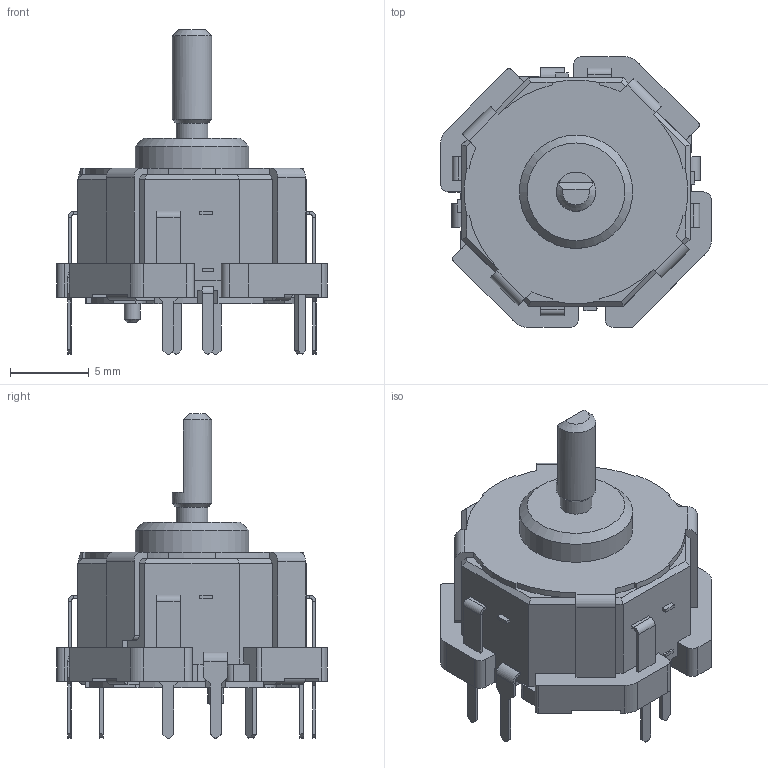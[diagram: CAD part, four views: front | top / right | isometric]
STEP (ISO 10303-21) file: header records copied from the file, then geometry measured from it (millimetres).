
FILE_DESCRIPTION(/* description */ (''),/* implementation_level */ '2;1');
FILE_NAME(/* name */ 'RKJXT1F.step',/* time_stamp */ '2021-05-19T14:12:57+02:00',/* author */ (''),/* organization */ (''),/* preprocessor_version */ 'ST-DEVELOPER v18.1',/* originating_system */ 'Autodesk Translation Framework v10.6.0.1341',/* authorisation */ '');
FILE_SCHEMA (('AUTOMOTIVE_DESIGN { 1 0 10303 214 3 1 1 }'));
Length unit declared in the file: millimetre
Products named in the file (1): (Unsaved)
Bounding box: 17.2 x 17.2 x 20.62 mm (x, y, z)
Volume: 1709 mm3; surface area: 1177.3 mm2
Topology: 1 solids, 1 shells, 445 faces, 1165 edges, 742 vertices
Faces by surface type: plane 349, cylinder 92, cone 4
Full cylindrical faces by diameter (mm): 1 x1, 2 x1, 2.5 x1, 7.2 x1
Entity records: 13562 total; most frequent: CARTESIAN_POINT 2357, ORIENTED_EDGE 2330, DIRECTION 2259, EDGE_CURVE 1165, LINE 959, VECTOR 959, VERTEX_POINT 742, AXIS2_PLACEMENT_3D 650
